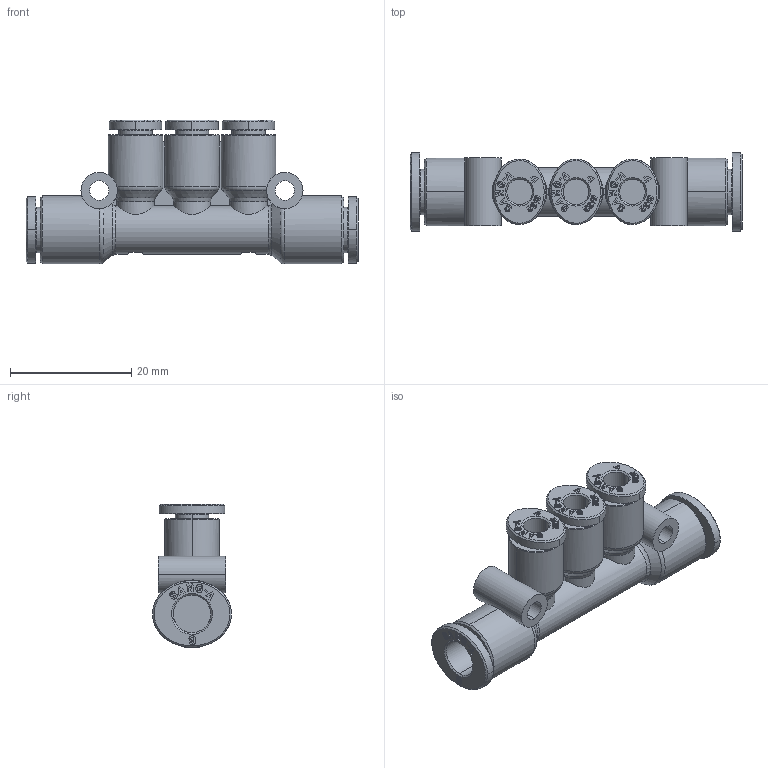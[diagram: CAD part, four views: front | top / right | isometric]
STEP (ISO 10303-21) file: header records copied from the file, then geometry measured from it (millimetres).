
FILE_DESCRIPTION((''),'2;1');
FILE_NAME('GPKG_0604(3D).stp','2017-07-14T16:21:20',(''),(''),'Mechanical Desktop 2009','Mechanical Desktop 2009',', , ');
FILE_SCHEMA(('CONFIG_CONTROL_DESIGN'));
Length unit declared in the file: millimetre
Products named in the file (2): GPKG_0604(3D); ºÎÇ°2
Assembly tree (1 placements, depth 2):
  GPKG_0604(3D)
    ºÎÇ°2
Bounding box: 54.7 x 13 x 23.7 mm (x, y, z)
Volume: 5293.8 mm3; surface area: 5347.3 mm2
Topology: 1 solids, 1 shells, 1580 faces, 4473 edges, 2974 vertices
Faces by surface type: plane 1346, bspline 115, cylinder 77, cone 34, torus 8
Entity records: 54265 total; most frequent: CARTESIAN_POINT 13398, ORIENTED_EDGE 8946, DIRECTION 7694, EDGE_CURVE 4473, VECTOR 3970, LINE 3970, VERTEX_POINT 2974, AXIS2_PLACEMENT_3D 1862
